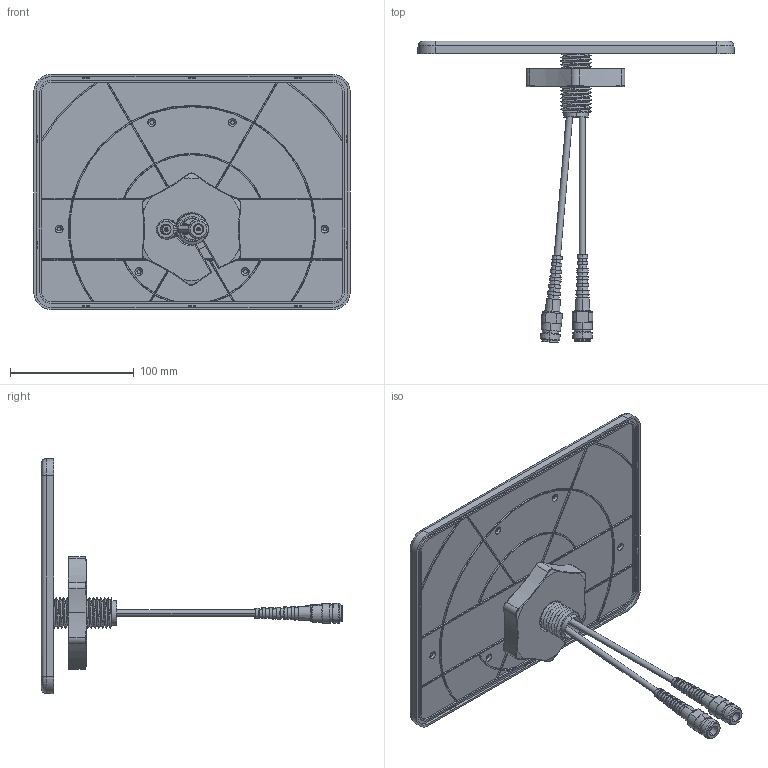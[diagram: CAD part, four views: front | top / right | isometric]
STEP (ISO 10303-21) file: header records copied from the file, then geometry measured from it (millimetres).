
FILE_DESCRIPTION (( 'STEP AP203' ), '1' );
FILE_NAME ('HG74206DPSQCUPR-NF_3D.STEP', '2022-06-16T15:50:01', ( '' ), ( '' ), 'SwSTEP 2.0', 'SolidWorks 2021', '' );
FILE_SCHEMA (( 'CONFIG_CONTROL_DESIGN' ));
Length unit declared in the file: millimetre
Products named in the file (6): ?????_?????????_NF????(AI698-4200HH06i360B).stp___; HG74206DPSQCUPR-NF_3D; ???_402_BLUE.stp___; N-F ?????_??.stp___; ?????????_????.stp___; ??ABS??.stp___
Assembly tree (7 placements, depth 3):
  HG74206DPSQCUPR-NF_3D
    ?????_?????????_NF????(AI698-4200HH06i360B).stp___
      ?????????_????.stp___
      ??ABS??.stp___
      ???_402_BLUE.stp___  x2
      N-F ?????_??.stp___  x2
Bounding box: 255.52 x 243.45 x 190 mm (x, y, z)
Volume: 413993 mm3; surface area: 184584.9 mm2
Topology: 8 solids, 11 shells, 976 faces, 2465 edges, 1528 vertices
Faces by surface type: plane 373, cylinder 309, cone 157, bspline 54, sphere 44, torus 39
Entity records: 37388 total; most frequent: CARTESIAN_POINT 16368, ORIENTED_EDGE 4462, DIRECTION 4019, EDGE_CURVE 2231, AXIS2_PLACEMENT_3D 1475, VERTEX_POINT 1408, VECTOR 1069, LINE 1069
